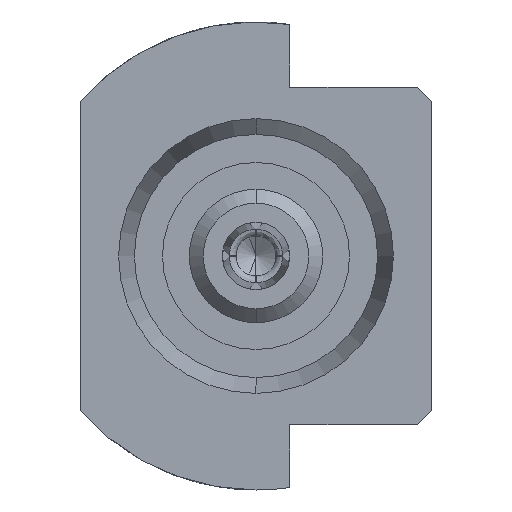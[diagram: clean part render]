
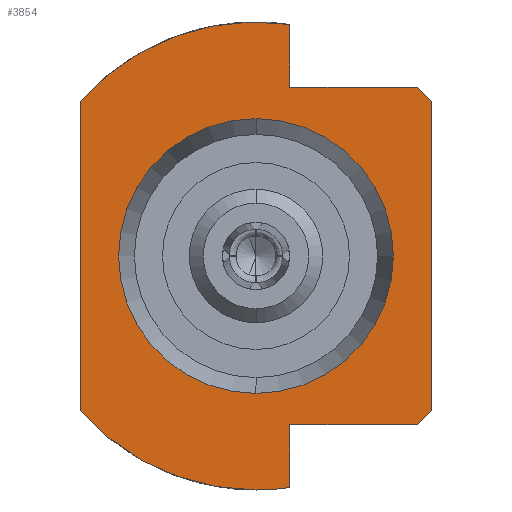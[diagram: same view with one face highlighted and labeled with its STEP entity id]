
A CAD part, left-side view. The second image highlights one B-rep face of the part: STEP entity #3854.
In plain terms, the highlighted planar face has unit normal (-1, 0, 0).
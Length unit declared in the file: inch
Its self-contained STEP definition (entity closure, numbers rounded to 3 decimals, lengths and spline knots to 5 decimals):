
#10 = EDGE_LOOP ( 'NONE', ( #2603, #3280 ) ) ;
#16 = AXIS2_PLACEMENT_3D ( 'NONE', #1210, #2656, #3730 ) ;
#39 = DIRECTION ( 'NONE',  ( 1., 0., 0. ) ) ;
#74 = VERTEX_POINT ( 'NONE', #1179 ) ;
#83 = LINE ( 'NONE', #1809, #4134 ) ;
#88 = DIRECTION ( 'NONE',  ( 1., 0., 0. ) ) ;
#168 = VECTOR ( 'NONE', #3756, 39.37008 ) ;
#234 = VECTOR ( 'NONE', #4490, 39.37008 ) ;
#256 = LINE ( 'NONE', #1677, #168 ) ;
#444 = EDGE_LOOP ( 'NONE', ( #1138, #3443, #2987, #794, #903, #1792, #2805, #1176, #1226, #3436, #507 ) ) ;
#507 = ORIENTED_EDGE ( 'NONE', *, *, #2852, .F. ) ;
#526 = EDGE_CURVE ( 'NONE', #4342, #2085, #3402, .T. ) ;
#560 = VECTOR ( 'NONE', #2767, 39.37008 ) ;
#634 = CARTESIAN_POINT ( 'NONE',  ( 0., 0., 0.07699 ) ) ;
#665 = DIRECTION ( 'NONE',  ( 0., 1., 0. ) ) ;
#739 = EDGE_CURVE ( 'NONE', #2405, #4038, #769, .T. ) ;
#769 = CIRCLE ( 'NONE', #2651, 0.07699 ) ;
#785 = DIRECTION ( 'NONE',  ( 0., 0., -1. ) ) ;
#794 = ORIENTED_EDGE ( 'NONE', *, *, #2345, .F. ) ;
#843 = DIRECTION ( 'NONE',  ( 0., 0., -1. ) ) ;
#903 = ORIENTED_EDGE ( 'NONE', *, *, #1332, .F. ) ;
#950 = VERTEX_POINT ( 'NONE', #2549 ) ;
#1029 = VERTEX_POINT ( 'NONE', #2668 ) ;
#1083 = CIRCLE ( 'NONE', #16, 0.07699 ) ;
#1138 = ORIENTED_EDGE ( 'NONE', *, *, #4404, .F. ) ;
#1176 = ORIENTED_EDGE ( 'NONE', *, *, #1863, .F. ) ;
#1179 = CARTESIAN_POINT ( 'NONE',  ( 0., -0.09055, 0.09449 ) ) ;
#1189 = EDGE_CURVE ( 'NONE', #2902, #2428, #4295, .T. ) ;
#1210 = CARTESIAN_POINT ( 'NONE',  ( 0., 0., 0. ) ) ;
#1226 = ORIENTED_EDGE ( 'NONE', *, *, #1693, .F. ) ;
#1277 = AXIS2_PLACEMENT_3D ( 'NONE', #2571, #88, #3216 ) ;
#1332 = EDGE_CURVE ( 'NONE', #4355, #1722, #3495, .T. ) ;
#1451 = DIRECTION ( 'NONE',  ( 0., 0., -1. ) ) ;
#1532 = VECTOR ( 'NONE', #665, 39.37008 ) ;
#1590 = EDGE_CURVE ( 'NONE', #4466, #2608, #256, .T. ) ;
#1596 = CARTESIAN_POINT ( 'NONE',  ( 0., -0.0189, -0.09055 ) ) ;
#1637 = CARTESIAN_POINT ( 'NONE',  ( 0., -0.0189, 0.12973 ) ) ;
#1677 = CARTESIAN_POINT ( 'NONE',  ( 0., -0.09843, -0.08661 ) ) ;
#1693 = EDGE_CURVE ( 'NONE', #2608, #950, #2148, .T. ) ;
#1722 = VERTEX_POINT ( 'NONE', #4319 ) ;
#1727 = CARTESIAN_POINT ( 'NONE',  ( 0., 0., -0.1311 ) ) ;
#1741 = CARTESIAN_POINT ( 'NONE',  ( 0., 0., 0. ) ) ;
#1792 = ORIENTED_EDGE ( 'NONE', *, *, #2390, .F. ) ;
#1809 = CARTESIAN_POINT ( 'NONE',  ( 0., -0.09843, 0.08661 ) ) ;
#1863 = EDGE_CURVE ( 'NONE', #950, #2902, #1976, .T. ) ;
#1921 = CARTESIAN_POINT ( 'NONE',  ( 0., 0., 0. ) ) ;
#1976 = LINE ( 'NONE', #1596, #4457 ) ;
#1993 = LINE ( 'NONE', #4166, #560 ) ;
#2085 = VERTEX_POINT ( 'NONE', #4426 ) ;
#2117 = CIRCLE ( 'NONE', #4206, 0.1311 ) ;
#2148 = LINE ( 'NONE', #4231, #1532 ) ;
#2162 = DIRECTION ( 'NONE',  ( 1., 0., 0. ) ) ;
#2228 = CARTESIAN_POINT ( 'NONE',  ( 0., 0., 0. ) ) ;
#2276 = CARTESIAN_POINT ( 'NONE',  ( 0., 0., 0.09449 ) ) ;
#2303 = CARTESIAN_POINT ( 'NONE',  ( 0., -0.0189, -0.12973 ) ) ;
#2315 = CARTESIAN_POINT ( 'NONE',  ( 0., 0., 0. ) ) ;
#2340 = DIRECTION ( 'NONE',  ( 0., 0., 1. ) ) ;
#2345 = EDGE_CURVE ( 'NONE', #1722, #4342, #2117, .T. ) ;
#2381 = CARTESIAN_POINT ( 'NONE',  ( 0., -0.09055, -0.09449 ) ) ;
#2390 = EDGE_CURVE ( 'NONE', #2428, #4355, #3008, .T. ) ;
#2405 = VERTEX_POINT ( 'NONE', #3871 ) ;
#2428 = VERTEX_POINT ( 'NONE', #1727 ) ;
#2549 = CARTESIAN_POINT ( 'NONE',  ( 0., -0.0189, -0.09449 ) ) ;
#2571 = CARTESIAN_POINT ( 'NONE',  ( 0., 0., 0. ) ) ;
#2603 = ORIENTED_EDGE ( 'NONE', *, *, #4316, .F. ) ;
#2608 = VERTEX_POINT ( 'NONE', #2381 ) ;
#2651 = AXIS2_PLACEMENT_3D ( 'NONE', #1921, #3062, #2340 ) ;
#2656 = DIRECTION ( 'NONE',  ( -1., 0., 0. ) ) ;
#2668 = CARTESIAN_POINT ( 'NONE',  ( 0., -0.09843, 0.08661 ) ) ;
#2767 = DIRECTION ( 'NONE',  ( 0., -0.707, -0.707 ) ) ;
#2771 = PLANE ( 'NONE',  #3700 ) ;
#2790 = CARTESIAN_POINT ( 'NONE',  ( 0., -0.0189, 0.12973 ) ) ;
#2805 = ORIENTED_EDGE ( 'NONE', *, *, #1189, .F. ) ;
#2815 = CARTESIAN_POINT ( 'NONE',  ( 0., -0.09843, -0.08661 ) ) ;
#2852 = EDGE_CURVE ( 'NONE', #1029, #4466, #83, .T. ) ;
#2902 = VERTEX_POINT ( 'NONE', #2303 ) ;
#2987 = ORIENTED_EDGE ( 'NONE', *, *, #526, .F. ) ;
#3008 = CIRCLE ( 'NONE', #1277, 0.1311 ) ;
#3061 = LINE ( 'NONE', #2276, #234 ) ;
#3062 = DIRECTION ( 'NONE',  ( -1., 0., 0. ) ) ;
#3065 = DIRECTION ( 'NONE',  ( 0., 0., -1. ) ) ;
#3192 = DIRECTION ( 'NONE',  ( 0., 0., -1. ) ) ;
#3216 = DIRECTION ( 'NONE',  ( 0., 0., -1. ) ) ;
#3280 = ORIENTED_EDGE ( 'NONE', *, *, #739, .F. ) ;
#3402 = LINE ( 'NONE', #1637, #4063 ) ;
#3436 = ORIENTED_EDGE ( 'NONE', *, *, #1590, .F. ) ;
#3443 = ORIENTED_EDGE ( 'NONE', *, *, #3498, .F. ) ;
#3495 = LINE ( 'NONE', #3800, #3704 ) ;
#3498 = EDGE_CURVE ( 'NONE', #2085, #74, #3061, .T. ) ;
#3700 = AXIS2_PLACEMENT_3D ( 'NONE', #1741, #3885, #3192 ) ;
#3704 = VECTOR ( 'NONE', #4135, 39.37008 ) ;
#3730 = DIRECTION ( 'NONE',  ( 0., 0., 1. ) ) ;
#3756 = DIRECTION ( 'NONE',  ( 0., 0.707, -0.707 ) ) ;
#3800 = CARTESIAN_POINT ( 'NONE',  ( 0., 0.09843, 0. ) ) ;
#3854 = ADVANCED_FACE ( 'NONE', ( #4568, #4531 ), #2771, .F. ) ;
#3871 = CARTESIAN_POINT ( 'NONE',  ( 0., 0., -0.07699 ) ) ;
#3885 = DIRECTION ( 'NONE',  ( 1., 0., 0. ) ) ;
#4038 = VERTEX_POINT ( 'NONE', #634 ) ;
#4063 = VECTOR ( 'NONE', #3065, 39.37008 ) ;
#4134 = VECTOR ( 'NONE', #843, 39.37008 ) ;
#4135 = DIRECTION ( 'NONE',  ( 0., 0., 1. ) ) ;
#4166 = CARTESIAN_POINT ( 'NONE',  ( 0., -0.09055, 0.09449 ) ) ;
#4189 = CARTESIAN_POINT ( 'NONE',  ( 0., 0.09843, -0.0866 ) ) ;
#4206 = AXIS2_PLACEMENT_3D ( 'NONE', #2228, #39, #785 ) ;
#4229 = AXIS2_PLACEMENT_3D ( 'NONE', #2315, #2162, #1451 ) ;
#4231 = CARTESIAN_POINT ( 'NONE',  ( 0., 0., -0.09449 ) ) ;
#4295 = CIRCLE ( 'NONE', #4229, 0.1311 ) ;
#4316 = EDGE_CURVE ( 'NONE', #4038, #2405, #1083, .T. ) ;
#4319 = CARTESIAN_POINT ( 'NONE',  ( 0., 0.09843, 0.0866 ) ) ;
#4342 = VERTEX_POINT ( 'NONE', #2790 ) ;
#4355 = VERTEX_POINT ( 'NONE', #4189 ) ;
#4404 = EDGE_CURVE ( 'NONE', #74, #1029, #1993, .T. ) ;
#4426 = CARTESIAN_POINT ( 'NONE',  ( 0., -0.0189, 0.09449 ) ) ;
#4457 = VECTOR ( 'NONE', #4464, 39.37008 ) ;
#4464 = DIRECTION ( 'NONE',  ( 0., 0., -1. ) ) ;
#4466 = VERTEX_POINT ( 'NONE', #2815 ) ;
#4490 = DIRECTION ( 'NONE',  ( 0., -1., 0. ) ) ;
#4531 = FACE_OUTER_BOUND ( 'NONE', #444, .T. ) ;
#4568 = FACE_BOUND ( 'NONE', #10, .T. ) ;
